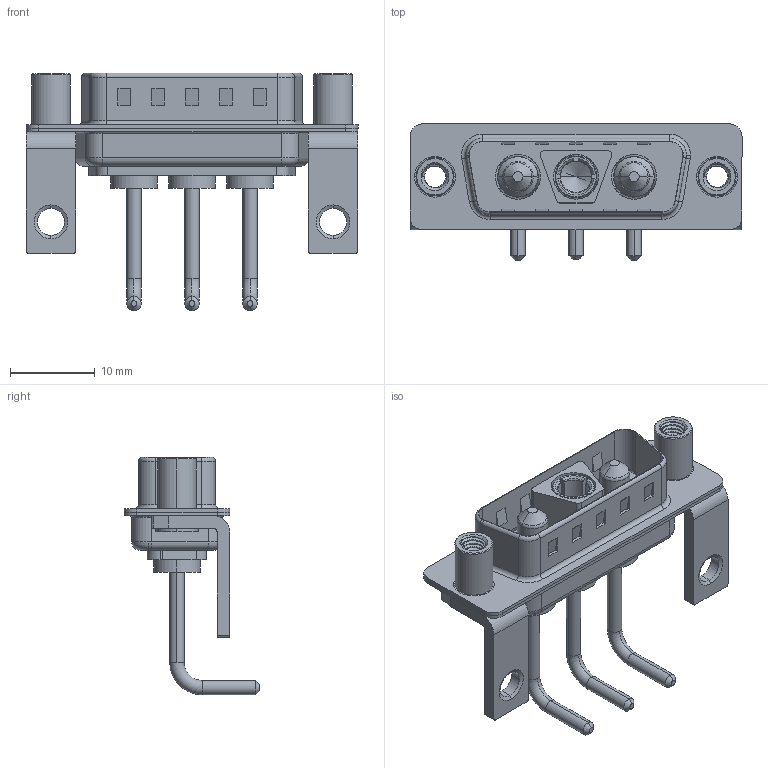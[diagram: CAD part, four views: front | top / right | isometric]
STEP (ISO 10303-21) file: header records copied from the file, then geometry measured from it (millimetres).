
FILE_DESCRIPTION (( 'STEP AP203' ), '1' );
FILE_NAME ('629-3WK3250-1N6.STEP', '2022-05-05T10:33:56', ( '' ), ( '' ), 'SwSTEP 2.0', 'SolidWorks 2020', '' );
FILE_SCHEMA (( 'CONFIG_CONTROL_DESIGN' ));
Length unit declared in the file: millimetre
Products named in the file (8): 629Combo Housing_3WK3; Power Pin_Ext 10A RA; 629Combo Threaded Standoff_D; 629Combo Stabilizer Bracket; 629Combo Shell Front_15 Contacts; 629-3WK3250-1N6; Power Socket_Ext 10A RA; 629Combo Shell Rear_15 Contacts
Assembly tree (10 placements, depth 2):
  629-3WK3250-1N6
    629Combo Housing_3WK3
    629Combo Shell Rear_15 Contacts
    629Combo Shell Front_15 Contacts
    629Combo Stabilizer Bracket  x2
    629Combo Threaded Standoff_D  x2
    Power Socket_Ext 10A RA
    Power Pin_Ext 10A RA  x2
Bounding box: 39.2 x 16.05 x 28.08 mm (x, y, z)
Volume: 2612.5 mm3; surface area: 6248.8 mm2
Topology: 13 solids, 13 shells, 612 faces, 1544 edges, 979 vertices
Faces by surface type: cylinder 277, plane 215, torus 64, cone 47, bspline 9
Entity records: 18113 total; most frequent: CARTESIAN_POINT 5199, DIRECTION 2585, ORIENTED_EDGE 2484, EDGE_CURVE 1242, AXIS2_PLACEMENT_3D 973, VERTEX_POINT 790, VECTOR 639, LINE 639
